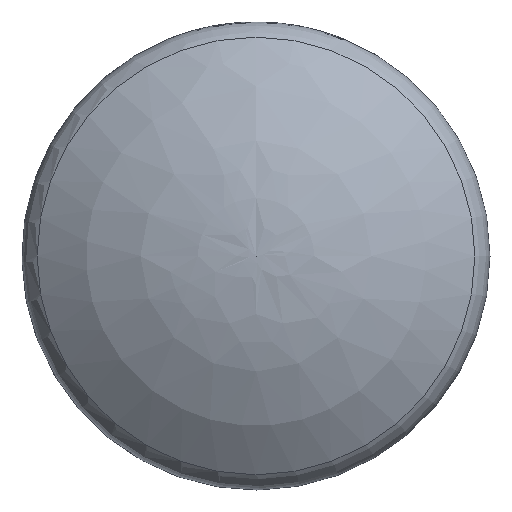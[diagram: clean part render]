
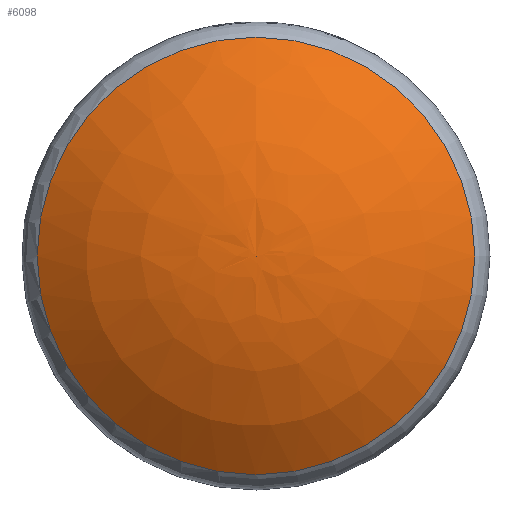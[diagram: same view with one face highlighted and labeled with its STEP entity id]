
A CAD part, left-side view. The second image highlights one B-rep face of the part: STEP entity #6098.
In plain terms, the highlighted free-form (B-spline) face has degree [2, 2] with [3, 9] control points.
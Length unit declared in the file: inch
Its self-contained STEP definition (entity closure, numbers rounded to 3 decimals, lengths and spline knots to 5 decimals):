
#15=(
BOUNDED_SURFACE()
B_SPLINE_SURFACE(2,2,((#14016,#14017,#14018,#14019,#14020,#14021,#14022,
#14023,#14024),(#14025,#14026,#14027,#14028,#14029,#14030,#14031,#14032,
#14033),(#14034,#14035,#14036,#14037,#14038,#14039,#14040,#14041,#14042)),
 .UNSPECIFIED.,.F.,.T.,.F.)
B_SPLINE_SURFACE_WITH_KNOTS((3,3),(3,2,2,2,3),(-1.58357,-0.91394),
(-3.14159,-1.5708,0.,1.5708,3.14159),
 .UNSPECIFIED.)
GEOMETRIC_REPRESENTATION_ITEM()
RATIONAL_B_SPLINE_SURFACE(((1.,0.707,1.,0.707,1.,
0.707,1.,0.707,1.),(0.944,0.668,
0.944,0.668,0.944,0.668,
0.944,0.668,0.944),(1.,0.707,
1.,0.707,1.,0.707,1.,0.707,1.)))
REPRESENTATION_ITEM('')
SURFACE()
);
#1342=FACE_OUTER_BOUND('',#1680,.T.);
#1680=EDGE_LOOP('',(#5707,#5708,#5709,#5710));
#1816=CIRCLE('',#6422,2.80532);
#1817=CIRCLE('',#6423,2.80532);
#1843=CIRCLE('',#6469,4.5);
#2881=VERTEX_POINT('',#13926);
#2882=VERTEX_POINT('',#13928);
#2894=VERTEX_POINT('',#14043);
#3805=EDGE_CURVE('',#2881,#2882,#1816,.T.);
#3806=EDGE_CURVE('',#2882,#2881,#1817,.T.);
#3834=EDGE_CURVE('',#2881,#2894,#1843,.T.);
#5707=ORIENTED_EDGE('',*,*,#3806,.F.);
#5708=ORIENTED_EDGE('',*,*,#3805,.F.);
#5709=ORIENTED_EDGE('',*,*,#3834,.T.);
#5710=ORIENTED_EDGE('',*,*,#3834,.F.);
#6098=ADVANCED_FACE('',(#1342),#15,.F.);
#6422=AXIS2_PLACEMENT_3D('',#13929,#7408,#7409);
#6423=AXIS2_PLACEMENT_3D('',#13930,#7410,#7411);
#6469=AXIS2_PLACEMENT_3D('',#14044,#7504,#7505);
#7408=DIRECTION('center_axis',(1.,0.,0.));
#7409=DIRECTION('ref_axis',(0.,-1.,0.));
#7410=DIRECTION('center_axis',(1.,0.,0.));
#7411=DIRECTION('ref_axis',(0.,-1.,0.));
#7504=DIRECTION('center_axis',(0.,-1.,0.));
#7505=DIRECTION('ref_axis',(0.,0.,1.));
#13926=CARTESIAN_POINT('',(-1.04398,0.,2.80532));
#13928=CARTESIAN_POINT('',(-1.04398,2.80532,0.));
#13929=CARTESIAN_POINT('Origin',(-1.04398,0.,
0.));
#13930=CARTESIAN_POINT('Origin',(-1.04398,0.,
0.));
#14016=CARTESIAN_POINT('Ctrl Pts',(-1.98,0.,0.));
#14017=CARTESIAN_POINT('Ctrl Pts',(-1.98,0.,0.));
#14018=CARTESIAN_POINT('Ctrl Pts',(-1.98,0.,0.));
#14019=CARTESIAN_POINT('Ctrl Pts',(-1.98,0.,0.));
#14020=CARTESIAN_POINT('Ctrl Pts',(-1.98,0.,0.));
#14021=CARTESIAN_POINT('Ctrl Pts',(-1.98,0.,0.));
#14022=CARTESIAN_POINT('Ctrl Pts',(-1.98,0.,0.));
#14023=CARTESIAN_POINT('Ctrl Pts',(-1.98,0.,0.));
#14024=CARTESIAN_POINT('Ctrl Pts',(-1.98,0.,0.));
#14025=CARTESIAN_POINT('Ctrl Pts',(-2.,0.,
1.56548));
#14026=CARTESIAN_POINT('Ctrl Pts',(-2.,-1.56548,
1.56548));
#14027=CARTESIAN_POINT('Ctrl Pts',(-2.,-1.56548,
0.));
#14028=CARTESIAN_POINT('Ctrl Pts',(-2.,-1.56548,
-1.56548));
#14029=CARTESIAN_POINT('Ctrl Pts',(-2.,0.,
-1.56548));
#14030=CARTESIAN_POINT('Ctrl Pts',(-2.,1.56548,-1.56548));
#14031=CARTESIAN_POINT('Ctrl Pts',(-2.,1.56548,0.));
#14032=CARTESIAN_POINT('Ctrl Pts',(-2.,1.56548,1.56548));
#14033=CARTESIAN_POINT('Ctrl Pts',(-2.,0.,
1.56548));
#14034=CARTESIAN_POINT('Ctrl Pts',(-1.04398,0.,
2.80532));
#14035=CARTESIAN_POINT('Ctrl Pts',(-1.04398,-2.80532,
2.80532));
#14036=CARTESIAN_POINT('Ctrl Pts',(-1.04398,-2.80532,
0.));
#14037=CARTESIAN_POINT('Ctrl Pts',(-1.04398,-2.80532,
-2.80532));
#14038=CARTESIAN_POINT('Ctrl Pts',(-1.04398,0.,
-2.80532));
#14039=CARTESIAN_POINT('Ctrl Pts',(-1.04398,2.80532,-2.80532));
#14040=CARTESIAN_POINT('Ctrl Pts',(-1.04398,2.80532,0.));
#14041=CARTESIAN_POINT('Ctrl Pts',(-1.04398,2.80532,2.80532));
#14042=CARTESIAN_POINT('Ctrl Pts',(-1.04398,0.,
2.80532));
#14043=CARTESIAN_POINT('',(-1.98,0.,0.));
#14044=CARTESIAN_POINT('Origin',(2.51963,0.,
0.05747));
